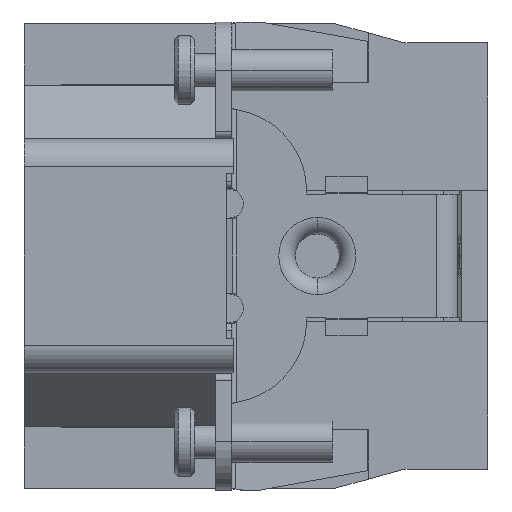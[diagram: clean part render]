
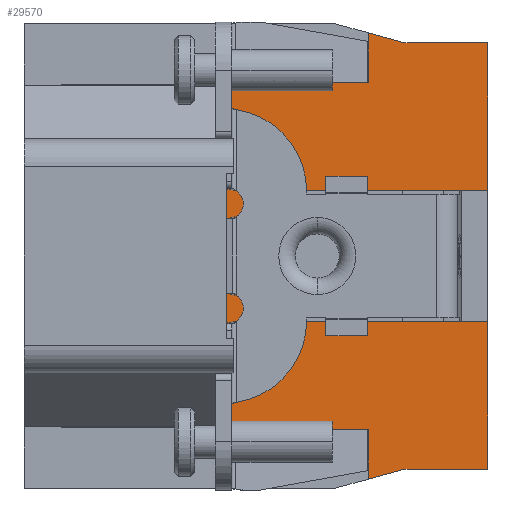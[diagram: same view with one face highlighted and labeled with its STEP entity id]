
A CAD part, left-side view. The second image highlights one B-rep face of the part: STEP entity #29570.
In plain terms, the highlighted planar face has unit normal (-1, 0, 0).
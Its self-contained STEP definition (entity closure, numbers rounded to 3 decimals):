
#412=DIRECTION('',(0.,0.,-1.));
#413=VECTOR('',#412,2.331);
#414=CARTESIAN_POINT('',(1470.323,0.,-355.736));
#415=LINE('',#414,#413);
#466=DIRECTION('',(0.,0.,-1.));
#467=VECTOR('',#466,5.577);
#468=CARTESIAN_POINT('',(1470.323,0.,-374.959));
#469=LINE('',#468,#467);
#1035=DIRECTION('',(0.,1.,0.));
#1036=VECTOR('',#1035,13.9);
#1037=CARTESIAN_POINT('',(1470.323,0.,-355.736));
#1038=LINE('',#1037,#1036);
#3175=DIRECTION('',(0.,1.,0.));
#3176=VECTOR('',#3175,13.9);
#3177=CARTESIAN_POINT('',(1470.323,0.,-380.536));
#3178=LINE('',#3177,#3176);
#3179=CARTESIAN_POINT('',(1470.323,-9.702,-380.739));
#3180=CARTESIAN_POINT('',(1470.323,-9.474,-380.739));
#3181=CARTESIAN_POINT('',(1470.323,-9.246,-380.736));
#3182=CARTESIAN_POINT('',(1470.323,-9.018,-380.736));
#3184=DIRECTION('',(0.,-1.,-0.009));
#3185=VECTOR('',#3184,22.919);
#3186=CARTESIAN_POINT('',(1470.323,13.9,-380.536));
#3187=LINE('',#3186,#3185);
#3188=DIRECTION('',(0.,1.,0.));
#3189=VECTOR('',#3188,0.8);
#3190=CARTESIAN_POINT('',(1470.323,-0.8,-374.959));
#3191=LINE('',#3190,#3189);
#3192=DIRECTION('',(0.,0.,1.));
#3193=VECTOR('',#3192,16.891);
#3194=CARTESIAN_POINT('',(1470.323,-0.8,-374.959));
#3195=LINE('',#3194,#3193);
#3196=DIRECTION('',(0.,1.,0.));
#3197=VECTOR('',#3196,0.8);
#3198=CARTESIAN_POINT('',(1470.323,-0.8,-358.068));
#3199=LINE('',#3198,#3197);
#3200=DIRECTION('',(0.,-1.,0.009));
#3201=VECTOR('',#3200,22.919);
#3202=CARTESIAN_POINT('',(1470.323,13.9,-355.736));
#3203=LINE('',#3202,#3201);
#3204=CARTESIAN_POINT('',(1470.323,-9.018,-355.536));
#3205=CARTESIAN_POINT('',(1470.323,-9.246,-355.536));
#3206=CARTESIAN_POINT('',(1470.323,-9.474,-355.533));
#3207=CARTESIAN_POINT('',(1470.323,-9.702,-355.533));
#3209=CARTESIAN_POINT('',(1470.323,-9.702,-355.533));
#3210=CARTESIAN_POINT('',(1470.323,-10.168,-355.529));
#3211=CARTESIAN_POINT('',(1470.323,-10.634,-355.522));
#3212=CARTESIAN_POINT('',(1470.323,-11.1,-355.518));
#3214=DIRECTION('',(0.,0.,-1.));
#3215=VECTOR('',#3214,3.596);
#3216=CARTESIAN_POINT('',(1470.323,-11.1,-351.922));
#3217=LINE('',#3216,#3215);
#3218=DIRECTION('',(0.,1.,0.));
#3219=VECTOR('',#3218,6.1);
#3220=CARTESIAN_POINT('',(1470.323,-19.8,-352.636));
#3221=LINE('',#3220,#3219);
#3222=DIRECTION('',(0.,0.,1.));
#3223=VECTOR('',#3222,9.5);
#3224=CARTESIAN_POINT('',(1470.323,-2.5,-372.886));
#3225=LINE('',#3224,#3223);
#3226=DIRECTION('',(0.,0.,-1.));
#3227=VECTOR('',#3226,3.596);
#3228=CARTESIAN_POINT('',(1470.323,-11.1,-380.754));
#3229=LINE('',#3228,#3227);
#3230=CARTESIAN_POINT('',(1470.323,-9.702,-380.739));
#3231=CARTESIAN_POINT('',(1470.323,-10.168,-380.743));
#3232=CARTESIAN_POINT('',(1470.323,-10.634,-380.75));
#3233=CARTESIAN_POINT('',(1470.323,-11.1,-380.754));
#4422=DIRECTION('',(0.,0.,1.));
#4423=VECTOR('',#4422,10.75);
#4424=CARTESIAN_POINT('',(1470.323,-19.8,-383.636));
#4425=LINE('',#4424,#4423);
#4454=DIRECTION('',(0.,0.,1.));
#4455=VECTOR('',#4454,10.75);
#4456=CARTESIAN_POINT('',(1470.323,-19.8,-363.386));
#4457=LINE('',#4456,#4455);
#9582=DIRECTION('',(0.,0.964,0.265));
#9583=VECTOR('',#9582,2.696);
#9584=CARTESIAN_POINT('',(1470.323,-13.7,-352.636));
#9585=LINE('',#9584,#9583);
#9832=DIRECTION('',(0.,-0.964,0.265));
#9833=VECTOR('',#9832,2.696);
#9834=CARTESIAN_POINT('',(1470.323,-11.1,-384.35));
#9835=LINE('',#9834,#9833);
#9848=DIRECTION('',(0.,1.,0.));
#9849=VECTOR('',#9848,6.1);
#9850=CARTESIAN_POINT('',(1470.323,-19.8,-383.636));
#9851=LINE('',#9850,#9849);
#10443=DIRECTION('',(0.,1.,0.));
#10444=VECTOR('',#10443,17.3);
#10445=CARTESIAN_POINT('',(1470.323,-19.8,-372.886));
#10446=LINE('',#10445,#10444);
#10582=DIRECTION('',(0.,-1.,0.));
#10583=VECTOR('',#10582,17.3);
#10584=CARTESIAN_POINT('',(1470.323,-2.5,-363.386));
#10585=LINE('',#10584,#10583);
#19167=CARTESIAN_POINT('',(1470.323,-0.8,-374.959));
#19168=CARTESIAN_POINT('',(1470.323,-0.8,-358.068));
#19169=VERTEX_POINT('',#19167);
#19170=VERTEX_POINT('',#19168);
#19171=CARTESIAN_POINT('',(1470.323,0.,-374.959));
#19172=VERTEX_POINT('',#19171);
#19173=CARTESIAN_POINT('',(1470.323,0.,-358.068));
#19174=VERTEX_POINT('',#19173);
#19187=CARTESIAN_POINT('',(1470.323,-2.5,-372.886));
#19188=CARTESIAN_POINT('',(1470.323,-2.5,-363.386));
#19189=VERTEX_POINT('',#19187);
#19190=VERTEX_POINT('',#19188);
#19524=CARTESIAN_POINT('',(1470.323,-11.1,-351.922));
#19526=VERTEX_POINT('',#19524);
#19532=CARTESIAN_POINT('',(1470.323,-11.1,-384.35));
#19534=VERTEX_POINT('',#19532);
#19657=CARTESIAN_POINT('',(1470.323,13.9,-380.536));
#19658=VERTEX_POINT('',#19657);
#19659=CARTESIAN_POINT('',(1470.323,0.,-380.536));
#19660=VERTEX_POINT('',#19659);
#19661=CARTESIAN_POINT('',(1470.323,-11.1,-380.754));
#19662=VERTEX_POINT('',#19661);
#19665=CARTESIAN_POINT('',(1470.323,13.9,-355.736));
#19666=VERTEX_POINT('',#19665);
#19669=CARTESIAN_POINT('',(1470.323,0.,-355.736));
#19670=VERTEX_POINT('',#19669);
#19671=CARTESIAN_POINT('',(1470.323,-11.1,-355.518));
#19672=VERTEX_POINT('',#19671);
#21403=CARTESIAN_POINT('',(1470.323,-19.8,-352.636));
#21404=VERTEX_POINT('',#21403);
#21405=CARTESIAN_POINT('',(1470.323,-19.8,-363.386));
#21406=VERTEX_POINT('',#21405);
#21419=CARTESIAN_POINT('',(1470.323,-19.8,-383.636));
#21420=CARTESIAN_POINT('',(1470.323,-19.8,-372.886));
#21421=VERTEX_POINT('',#21419);
#21422=VERTEX_POINT('',#21420);
#21491=CARTESIAN_POINT('',(1470.323,-13.7,-352.636));
#21492=VERTEX_POINT('',#21491);
#21495=CARTESIAN_POINT('',(1470.323,-13.7,-383.636));
#21496=VERTEX_POINT('',#21495);
#22216=CARTESIAN_POINT('',(1470.323,-9.702,-355.533));
#22217=VERTEX_POINT('',#22216);
#22220=CARTESIAN_POINT('',(1470.323,-9.702,-380.739));
#22221=VERTEX_POINT('',#22220);
#23242=VERTEX_POINT('',#3182);
#23243=VERTEX_POINT('',#3204);
#29519=CARTESIAN_POINT('',(1470.323,0.,-351.236));
#29520=DIRECTION('',(-1.,0.,0.));
#29521=DIRECTION('',(0.,0.,-1.));
#29522=AXIS2_PLACEMENT_3D('',#29519,#29520,#29521);
#29523=PLANE('',#29522);
#29525=ORIENTED_EDGE('',*,*,#29524,.T.);
#29527=ORIENTED_EDGE('',*,*,#29526,.F.);
#29528=ORIENTED_EDGE('',*,*,#29511,.F.);
#29529=ORIENTED_EDGE('',*,*,#25516,.F.);
#29531=ORIENTED_EDGE('',*,*,#29530,.F.);
#29533=ORIENTED_EDGE('',*,*,#29532,.T.);
#29535=ORIENTED_EDGE('',*,*,#29534,.T.);
#29536=ORIENTED_EDGE('',*,*,#25482,.F.);
#29537=ORIENTED_EDGE('',*,*,#26334,.T.);
#29539=ORIENTED_EDGE('',*,*,#29538,.T.);
#29541=ORIENTED_EDGE('',*,*,#29540,.T.);
#29543=ORIENTED_EDGE('',*,*,#29542,.T.);
#29545=ORIENTED_EDGE('',*,*,#29544,.F.);
#29547=ORIENTED_EDGE('',*,*,#29546,.F.);
#29549=ORIENTED_EDGE('',*,*,#29548,.F.);
#29551=ORIENTED_EDGE('',*,*,#29550,.F.);
#29553=ORIENTED_EDGE('',*,*,#29552,.F.);
#29555=ORIENTED_EDGE('',*,*,#29554,.F.);
#29557=ORIENTED_EDGE('',*,*,#29556,.F.);
#29559=ORIENTED_EDGE('',*,*,#29558,.F.);
#29561=ORIENTED_EDGE('',*,*,#29560,.T.);
#29563=ORIENTED_EDGE('',*,*,#29562,.F.);
#29565=ORIENTED_EDGE('',*,*,#29564,.F.);
#29567=ORIENTED_EDGE('',*,*,#29566,.F.);
#29568=EDGE_LOOP('',(#29525,#29527,#29528,#29529,#29531,#29533,#29535,#29536,
#29537,#29539,#29541,#29543,#29545,#29547,#29549,#29551,#29553,#29555,#29557,
#29559,#29561,#29563,#29565,#29567));
#29569=FACE_OUTER_BOUND('',#29568,.F.);
#29570=ADVANCED_FACE('',(#29569),#29523,.T.);
#3183=B_SPLINE_CURVE_WITH_KNOTS('',3,(#3179,#3180,#3181,#3182),.UNSPECIFIED.,
.F.,.F.,(4,4),(0.,1.),.UNSPECIFIED.);
#3208=B_SPLINE_CURVE_WITH_KNOTS('',3,(#3204,#3205,#3206,#3207),.UNSPECIFIED.,
.F.,.F.,(4,4),(0.,1.),.UNSPECIFIED.);
#3213=B_SPLINE_CURVE_WITH_KNOTS('',3,(#3209,#3210,#3211,#3212),.UNSPECIFIED.,
.F.,.F.,(4,4),(0.,1.),.UNSPECIFIED.);
#3234=B_SPLINE_CURVE_WITH_KNOTS('',3,(#3230,#3231,#3232,#3233),.UNSPECIFIED.,
.F.,.F.,(4,4),(0.,1.),.UNSPECIFIED.);
#25482=EDGE_CURVE('',#19670,#19174,#415,.T.);
#25516=EDGE_CURVE('',#19172,#19660,#469,.T.);
#26334=EDGE_CURVE('',#19670,#19666,#1038,.T.);
#29511=EDGE_CURVE('',#19660,#19658,#3178,.T.);
#29524=EDGE_CURVE('',#22221,#23242,#3183,.T.);
#29526=EDGE_CURVE('',#19658,#23242,#3187,.T.);
#29530=EDGE_CURVE('',#19169,#19172,#3191,.T.);
#29532=EDGE_CURVE('',#19169,#19170,#3195,.T.);
#29534=EDGE_CURVE('',#19170,#19174,#3199,.T.);
#29538=EDGE_CURVE('',#19666,#23243,#3203,.T.);
#29540=EDGE_CURVE('',#23243,#22217,#3208,.T.);
#29542=EDGE_CURVE('',#22217,#19672,#3213,.T.);
#29544=EDGE_CURVE('',#19526,#19672,#3217,.T.);
#29546=EDGE_CURVE('',#21492,#19526,#9585,.T.);
#29548=EDGE_CURVE('',#21404,#21492,#3221,.T.);
#29550=EDGE_CURVE('',#21406,#21404,#4457,.T.);
#29552=EDGE_CURVE('',#19190,#21406,#10585,.T.);
#29554=EDGE_CURVE('',#19189,#19190,#3225,.T.);
#29556=EDGE_CURVE('',#21422,#19189,#10446,.T.);
#29558=EDGE_CURVE('',#21421,#21422,#4425,.T.);
#29560=EDGE_CURVE('',#21421,#21496,#9851,.T.);
#29562=EDGE_CURVE('',#19534,#21496,#9835,.T.);
#29564=EDGE_CURVE('',#19662,#19534,#3229,.T.);
#29566=EDGE_CURVE('',#22221,#19662,#3234,.T.);
